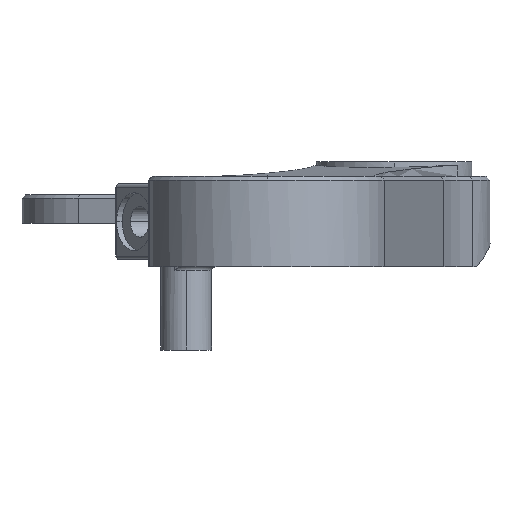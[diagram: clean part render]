
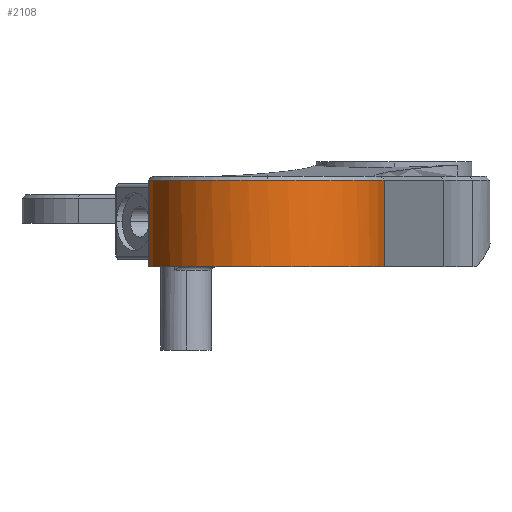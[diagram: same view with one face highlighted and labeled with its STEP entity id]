
A CAD part, left-side view. The second image highlights one B-rep face of the part: STEP entity #2108.
In plain terms, the highlighted cylindrical face has radius 33 mm (diameter 66 mm), a partial arc.
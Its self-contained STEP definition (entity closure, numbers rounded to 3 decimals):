
#81 = CARTESIAN_POINT ( 'NONE',  ( -102.5, 0., -25. ) ) ;
#82 = DIRECTION ( 'NONE',  ( 0., 0., 1. ) ) ;
#83 = DIRECTION ( 'NONE',  ( 1., 0., 0. ) ) ;
#118 = DIRECTION ( 'NONE',  ( 0., 0., -1. ) ) ;
#119 = CARTESIAN_POINT ( 'NONE',  ( -106.12, 32.801, -25. ) ) ;
#258 = AXIS2_PLACEMENT_3D ( 'NONE', #5853, #5855, #5860 ) ;
#1084 = EDGE_LOOP ( 'NONE', ( #3153, #3013, #3149, #3231, #3083 ) ) ;
#1177 = VERTEX_POINT ( 'NONE', #2719 ) ;
#1269 = VERTEX_POINT ( 'NONE', #2736 ) ;
#1280 = VERTEX_POINT ( 'NONE', #2870 ) ;
#1291 = VERTEX_POINT ( 'NONE', #2819 ) ;
#1344 = VERTEX_POINT ( 'NONE', #2845 ) ;
#1796 = DIRECTION ( 'NONE',  ( 1., 0., 0. ) ) ;
#1850 = CARTESIAN_POINT ( 'NONE',  ( -102.5, 0., -1. ) ) ;
#2070 = DIRECTION ( 'NONE',  ( 0., 0., -1. ) ) ;
#2108 = ADVANCED_FACE ( 'NONE', ( #4191 ), #4340, .T. ) ;
#2324 = CIRCLE ( 'NONE', #4864, 33. ) ;
#2607 = EDGE_CURVE ( 'NONE', #1269, #1344, #3538, .T. ) ;
#2635 = EDGE_CURVE ( 'NONE', #1291, #1280, #3529, .T. ) ;
#2719 = CARTESIAN_POINT ( 'NONE',  ( -106.12, 32.801, -25. ) ) ;
#2736 = CARTESIAN_POINT ( 'NONE',  ( -135.5, 0., -1. ) ) ;
#2819 = CARTESIAN_POINT ( 'NONE',  ( -109.494, -32.25, -25. ) ) ;
#2845 = CARTESIAN_POINT ( 'NONE',  ( -106.12, 32.801, -1. ) ) ;
#2870 = CARTESIAN_POINT ( 'NONE',  ( -109.494, -32.25, -1. ) ) ;
#3013 = ORIENTED_EDGE ( 'NONE', *, *, #6503, .T. ) ;
#3083 = ORIENTED_EDGE ( 'NONE', *, *, #6590, .T. ) ;
#3149 = ORIENTED_EDGE ( 'NONE', *, *, #2607, .T. ) ;
#3153 = ORIENTED_EDGE ( 'NONE', *, *, #2635, .T. ) ;
#3231 = ORIENTED_EDGE ( 'NONE', *, *, #6608, .T. ) ;
#3529 = LINE ( 'NONE', #5352, #3575 ) ;
#3538 = CIRCLE ( 'NONE', #4745, 33. ) ;
#3541 = LINE ( 'NONE', #119, #3637 ) ;
#3575 = VECTOR ( 'NONE', #5351, 1000. ) ;
#3637 = VECTOR ( 'NONE', #118, 1000. ) ;
#4191 = FACE_OUTER_BOUND ( 'NONE', #1084, .T. ) ;
#4340 = CYLINDRICAL_SURFACE ( 'NONE', #258, 33. ) ;
#4745 = AXIS2_PLACEMENT_3D ( 'NONE', #5482, #5481, #5480 ) ;
#4864 = AXIS2_PLACEMENT_3D ( 'NONE', #1850, #2070, #1796 ) ;
#4912 = AXIS2_PLACEMENT_3D ( 'NONE', #81, #82, #83 ) ;
#5351 = DIRECTION ( 'NONE',  ( 0., 0., 1. ) ) ;
#5352 = CARTESIAN_POINT ( 'NONE',  ( -109.494, -32.25, -25. ) ) ;
#5480 = DIRECTION ( 'NONE',  ( 1., 0., 0. ) ) ;
#5481 = DIRECTION ( 'NONE',  ( 0., 0., -1. ) ) ;
#5482 = CARTESIAN_POINT ( 'NONE',  ( -102.5, 0., -1. ) ) ;
#5667 = CIRCLE ( 'NONE', #4912, 33. ) ;
#5853 = CARTESIAN_POINT ( 'NONE',  ( -102.5, 0., -25. ) ) ;
#5855 = DIRECTION ( 'NONE',  ( 0., 0., 1. ) ) ;
#5860 = DIRECTION ( 'NONE',  ( 1., 0., 0. ) ) ;
#6503 = EDGE_CURVE ( 'NONE', #1280, #1269, #2324, .T. ) ;
#6590 = EDGE_CURVE ( 'NONE', #1177, #1291, #5667, .T. ) ;
#6608 = EDGE_CURVE ( 'NONE', #1344, #1177, #3541, .T. ) ;
